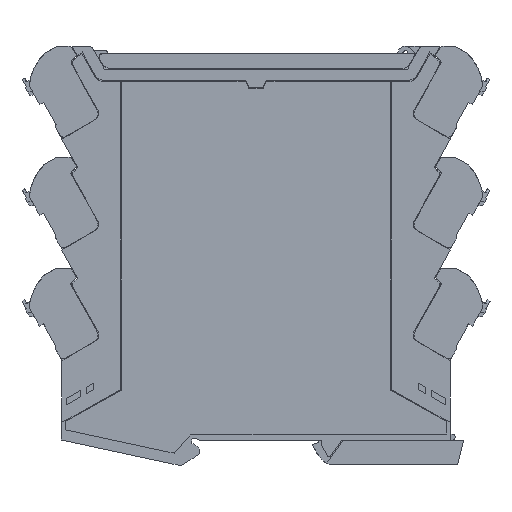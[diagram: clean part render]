
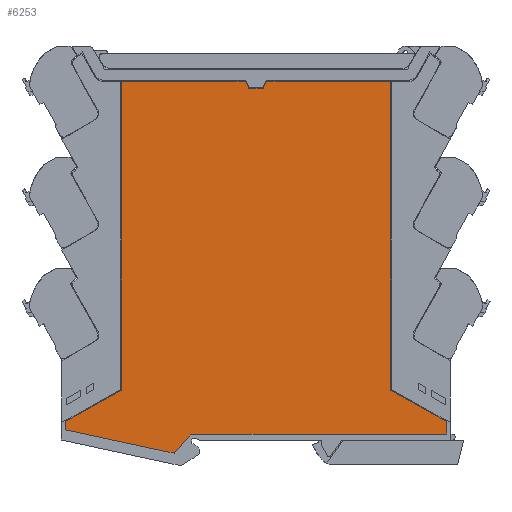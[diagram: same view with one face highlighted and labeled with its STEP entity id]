
A CAD part, left-side view. The second image highlights one B-rep face of the part: STEP entity #6253.
In plain terms, the highlighted planar face has unit normal (-1, 0, 0).
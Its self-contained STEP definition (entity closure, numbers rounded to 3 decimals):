
#6179=AXIS2_PLACEMENT_3D('Plane Axis2P3D',#6176,#6177,#6178) ;
#4844=CARTESIAN_POINT('Line Origine',(0.,100.196,88.25)) ;
#4848=CARTESIAN_POINT('Vertex',(0.,100.196,104.524)) ;
#4850=CARTESIAN_POINT('Vertex',(0.,100.196,71.976)) ;
#4862=CARTESIAN_POINT('Vertex',(0.,100.196,20.571)) ;
#4865=CARTESIAN_POINT('Line Origine',(0.,100.196,46.273)) ;
#4888=CARTESIAN_POINT('Vertex',(0.,115.428,12.04)) ;
#4891=CARTESIAN_POINT('Line Origine',(0.,107.812,16.305)) ;
#4913=CARTESIAN_POINT('Vertex',(0.,115.428,9.771)) ;
#4916=CARTESIAN_POINT('Line Origine',(0.,115.428,10.906)) ;
#4938=CARTESIAN_POINT('Vertex',(0.,85.876,3.413)) ;
#4941=CARTESIAN_POINT('Line Origine',(0.,100.652,6.592)) ;
#4954=CARTESIAN_POINT('Line Origine',(0.,83.838,5.745)) ;
#4958=CARTESIAN_POINT('Vertex',(0.,81.801,8.077)) ;
#4965=CARTESIAN_POINT('Vertex',(0.,81.323,8.624)) ;
#4968=CARTESIAN_POINT('Line Origine',(0.,81.56,8.353)) ;
#4972=CARTESIAN_POINT('Vertex',(0.,81.796,8.082)) ;
#4975=CARTESIAN_POINT('Line Origine',(0.,81.799,8.079)) ;
#5001=CARTESIAN_POINT('Vertex',(0.,11.764,8.624)) ;
#5004=CARTESIAN_POINT('Line Origine',(0.,46.543,8.624)) ;
#5026=CARTESIAN_POINT('Vertex',(0.,11.764,12.04)) ;
#5029=CARTESIAN_POINT('Line Origine',(0.,11.764,10.332)) ;
#5051=CARTESIAN_POINT('Vertex',(0.,26.996,20.571)) ;
#5054=CARTESIAN_POINT('Line Origine',(0.,19.38,16.305)) ;
#5076=CARTESIAN_POINT('Vertex',(0.,26.996,104.524)) ;
#5079=CARTESIAN_POINT('Line Origine',(0.,26.996,88.25)) ;
#5083=CARTESIAN_POINT('Vertex',(0.,26.996,71.976)) ;
#5086=CARTESIAN_POINT('Line Origine',(0.,26.996,46.273)) ;
#6176=CARTESIAN_POINT('Axis2P3D Location',(0.,63.596,7.024)) ;
#6182=CARTESIAN_POINT('Control Point',(0.,26.996,104.524)) ;
#6183=CARTESIAN_POINT('Control Point',(0.,37.086,104.524)) ;
#6184=CARTESIAN_POINT('Control Point',(0.,47.176,104.524)) ;
#6185=CARTESIAN_POINT('Control Point',(0.,57.265,104.524)) ;
#6186=CARTESIAN_POINT('Vertex',(0.,57.265,104.524)) ;
#6189=CARTESIAN_POINT('Line Origine',(0.,59.015,104.524)) ;
#6193=CARTESIAN_POINT('Vertex',(0.,60.765,104.524)) ;
#6196=CARTESIAN_POINT('Line Origine',(0.,61.208,103.574)) ;
#6200=CARTESIAN_POINT('Vertex',(0.,61.651,102.624)) ;
#6204=CARTESIAN_POINT('Control Point',(0.,61.651,102.624)) ;
#6205=CARTESIAN_POINT('Control Point',(0.,62.948,102.624)) ;
#6206=CARTESIAN_POINT('Control Point',(0.,64.244,102.624)) ;
#6207=CARTESIAN_POINT('Control Point',(0.,65.541,102.624)) ;
#6208=CARTESIAN_POINT('Vertex',(0.,65.541,102.624)) ;
#6211=CARTESIAN_POINT('Line Origine',(0.,65.984,103.574)) ;
#6215=CARTESIAN_POINT('Vertex',(0.,66.427,104.524)) ;
#6218=CARTESIAN_POINT('Line Origine',(0.,68.177,104.524)) ;
#6222=CARTESIAN_POINT('Vertex',(0.,69.927,104.524)) ;
#6226=CARTESIAN_POINT('Control Point',(0.,69.927,104.524)) ;
#6227=CARTESIAN_POINT('Control Point',(0.,80.017,104.524)) ;
#6228=CARTESIAN_POINT('Control Point',(0.,90.106,104.524)) ;
#6229=CARTESIAN_POINT('Control Point',(0.,100.196,104.524)) ;
#4845=DIRECTION('Vector Direction',(0.,0.,-1.)) ;
#4866=DIRECTION('Vector Direction',(0.,0.,-1.)) ;
#4892=DIRECTION('Vector Direction',(0.,0.872,-0.489)) ;
#4917=DIRECTION('Vector Direction',(0.,0.,-1.)) ;
#4942=DIRECTION('Vector Direction',(0.,-0.978,-0.21)) ;
#4955=DIRECTION('Vector Direction',(0.,-0.658,0.753)) ;
#4969=DIRECTION('Vector Direction',(0.,-0.658,0.753)) ;
#4976=DIRECTION('Vector Direction',(0.,-0.658,0.753)) ;
#5005=DIRECTION('Vector Direction',(0.,1.,0.)) ;
#5030=DIRECTION('Vector Direction',(0.,0.,1.)) ;
#5055=DIRECTION('Vector Direction',(0.,0.872,0.489)) ;
#5080=DIRECTION('Vector Direction',(0.,0.,1.)) ;
#5087=DIRECTION('Vector Direction',(0.,0.,1.)) ;
#6177=DIRECTION('Axis2P3D Direction',(-1.,0.,0.)) ;
#6178=DIRECTION('Axis2P3D XDirection',(0.,1.,0.)) ;
#6190=DIRECTION('Vector Direction',(0.,1.,0.)) ;
#6197=DIRECTION('Vector Direction',(0.,-0.423,0.906)) ;
#6212=DIRECTION('Vector Direction',(0.,0.423,0.906)) ;
#6219=DIRECTION('Vector Direction',(0.,1.,0.)) ;
#4846=VECTOR('Line Direction',#4845,1.) ;
#4867=VECTOR('Line Direction',#4866,1.) ;
#4893=VECTOR('Line Direction',#4892,1.) ;
#4918=VECTOR('Line Direction',#4917,1.) ;
#4943=VECTOR('Line Direction',#4942,1.) ;
#4956=VECTOR('Line Direction',#4955,1.) ;
#4970=VECTOR('Line Direction',#4969,1.) ;
#4977=VECTOR('Line Direction',#4976,1.) ;
#5006=VECTOR('Line Direction',#5005,1.) ;
#5031=VECTOR('Line Direction',#5030,1.) ;
#5056=VECTOR('Line Direction',#5055,1.) ;
#5081=VECTOR('Line Direction',#5080,1.) ;
#5088=VECTOR('Line Direction',#5087,1.) ;
#6191=VECTOR('Line Direction',#6190,1.) ;
#6198=VECTOR('Line Direction',#6197,1.) ;
#6213=VECTOR('Line Direction',#6212,1.) ;
#6220=VECTOR('Line Direction',#6219,1.) ;
#6232=ORIENTED_EDGE('',*,*,#4869,.T.) ;
#6233=ORIENTED_EDGE('',*,*,#4895,.T.) ;
#6234=ORIENTED_EDGE('',*,*,#4920,.T.) ;
#6235=ORIENTED_EDGE('',*,*,#4945,.T.) ;
#6236=ORIENTED_EDGE('',*,*,#4960,.T.) ;
#6237=ORIENTED_EDGE('',*,*,#4979,.T.) ;
#6238=ORIENTED_EDGE('',*,*,#4974,.T.) ;
#6239=ORIENTED_EDGE('',*,*,#5008,.T.) ;
#6240=ORIENTED_EDGE('',*,*,#5033,.T.) ;
#6241=ORIENTED_EDGE('',*,*,#5058,.T.) ;
#6242=ORIENTED_EDGE('',*,*,#5090,.T.) ;
#6243=ORIENTED_EDGE('',*,*,#5085,.T.) ;
#6244=ORIENTED_EDGE('',*,*,#6188,.T.) ;
#6245=ORIENTED_EDGE('',*,*,#6195,.T.) ;
#6246=ORIENTED_EDGE('',*,*,#6202,.T.) ;
#6247=ORIENTED_EDGE('',*,*,#6210,.T.) ;
#6248=ORIENTED_EDGE('',*,*,#6217,.T.) ;
#6249=ORIENTED_EDGE('',*,*,#6224,.T.) ;
#6250=ORIENTED_EDGE('',*,*,#6230,.T.) ;
#6251=ORIENTED_EDGE('',*,*,#4852,.T.) ;
#6253=ADVANCED_FACE('GEHAEUSE',(#6252),#6180,.T.) ;
#6181=B_SPLINE_CURVE_WITH_KNOTS('',3,(#6182,#6183,#6184,#6185),.UNSPECIFIED.,.F.,.U.,(4,4),(0.,30.269),.UNSPECIFIED.) ;
#6203=B_SPLINE_CURVE_WITH_KNOTS('',3,(#6204,#6205,#6206,#6207),.UNSPECIFIED.,.F.,.U.,(4,4),(3.5,7.39),.UNSPECIFIED.) ;
#6225=B_SPLINE_CURVE_WITH_KNOTS('',3,(#6226,#6227,#6228,#6229),.UNSPECIFIED.,.F.,.U.,(4,4),(0.,30.269),.UNSPECIFIED.) ;
#4852=EDGE_CURVE('',#4849,#4851,#4847,.T.) ;
#4869=EDGE_CURVE('',#4851,#4863,#4868,.T.) ;
#4895=EDGE_CURVE('',#4863,#4889,#4894,.T.) ;
#4920=EDGE_CURVE('',#4889,#4914,#4919,.T.) ;
#4945=EDGE_CURVE('',#4914,#4939,#4944,.T.) ;
#4960=EDGE_CURVE('',#4939,#4959,#4957,.T.) ;
#4974=EDGE_CURVE('',#4973,#4966,#4971,.T.) ;
#4979=EDGE_CURVE('',#4959,#4973,#4978,.T.) ;
#5008=EDGE_CURVE('',#4966,#5002,#5007,.F.) ;
#5033=EDGE_CURVE('',#5002,#5027,#5032,.T.) ;
#5058=EDGE_CURVE('',#5027,#5052,#5057,.T.) ;
#5085=EDGE_CURVE('',#5084,#5077,#5082,.T.) ;
#5090=EDGE_CURVE('',#5052,#5084,#5089,.T.) ;
#6188=EDGE_CURVE('',#5077,#6187,#6181,.T.) ;
#6195=EDGE_CURVE('',#6187,#6194,#6192,.T.) ;
#6202=EDGE_CURVE('',#6194,#6201,#6199,.F.) ;
#6210=EDGE_CURVE('',#6201,#6209,#6203,.T.) ;
#6217=EDGE_CURVE('',#6209,#6216,#6214,.T.) ;
#6224=EDGE_CURVE('',#6216,#6223,#6221,.T.) ;
#6230=EDGE_CURVE('',#6223,#4849,#6225,.T.) ;
#6231=EDGE_LOOP('',(#6232,#6233,#6234,#6235,#6236,#6237,#6238,#6239,#6240,#6241,#6242,#6243,#6244,#6245,#6246,#6247,#6248,#6249,#6250,#6251)) ;
#6252=FACE_OUTER_BOUND('',#6231,.T.) ;
#4847=LINE('Line',#4844,#4846) ;
#4868=LINE('Line',#4865,#4867) ;
#4894=LINE('Line',#4891,#4893) ;
#4919=LINE('Line',#4916,#4918) ;
#4944=LINE('Line',#4941,#4943) ;
#4957=LINE('Line',#4954,#4956) ;
#4971=LINE('Line',#4968,#4970) ;
#4978=LINE('Line',#4975,#4977) ;
#5007=LINE('Line',#5004,#5006) ;
#5032=LINE('Line',#5029,#5031) ;
#5057=LINE('Line',#5054,#5056) ;
#5082=LINE('Line',#5079,#5081) ;
#5089=LINE('Line',#5086,#5088) ;
#6192=LINE('Line',#6189,#6191) ;
#6199=LINE('Line',#6196,#6198) ;
#6214=LINE('Line',#6211,#6213) ;
#6221=LINE('Line',#6218,#6220) ;
#6180=PLANE('',#6179) ;
#4849=VERTEX_POINT('',#4848) ;
#4851=VERTEX_POINT('',#4850) ;
#4863=VERTEX_POINT('',#4862) ;
#4889=VERTEX_POINT('',#4888) ;
#4914=VERTEX_POINT('',#4913) ;
#4939=VERTEX_POINT('',#4938) ;
#4959=VERTEX_POINT('',#4958) ;
#4966=VERTEX_POINT('',#4965) ;
#4973=VERTEX_POINT('',#4972) ;
#5002=VERTEX_POINT('',#5001) ;
#5027=VERTEX_POINT('',#5026) ;
#5052=VERTEX_POINT('',#5051) ;
#5077=VERTEX_POINT('',#5076) ;
#5084=VERTEX_POINT('',#5083) ;
#6187=VERTEX_POINT('',#6186) ;
#6194=VERTEX_POINT('',#6193) ;
#6201=VERTEX_POINT('',#6200) ;
#6209=VERTEX_POINT('',#6208) ;
#6216=VERTEX_POINT('',#6215) ;
#6223=VERTEX_POINT('',#6222) ;
